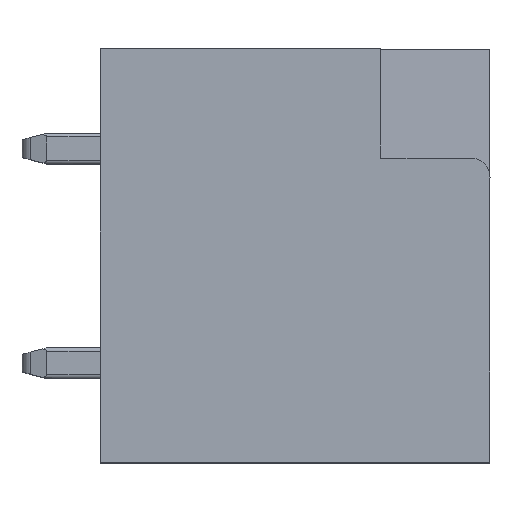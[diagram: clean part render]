
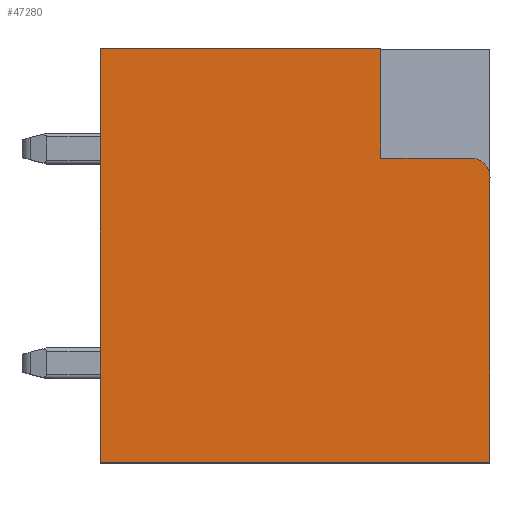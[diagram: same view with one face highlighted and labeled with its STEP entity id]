
A CAD part, top view. The second image highlights one B-rep face of the part: STEP entity #47280.
In plain terms, the highlighted planar face has unit normal (0, 0, 1).
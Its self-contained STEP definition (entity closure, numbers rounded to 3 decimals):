
#46060=CARTESIAN_POINT('',(-72.051,-6.367,
2.925));
#46070=VERTEX_POINT('',#46060);
#46100=CARTESIAN_POINT('',(-72.051,0.,
2.925));
#46110=DIRECTION('',(0.,1.,0.));
#46120=VECTOR('',#46110,1.);
#46130=LINE('',#46100,#46120);
#46140=CARTESIAN_POINT('',(-72.051,-16.967,
2.925));
#46150=VERTEX_POINT('',#46140);
#46160=EDGE_CURVE('',#46150,#46070,#46130,.T.);
#46730=CARTESIAN_POINT('',(-67.851,-16.417,
2.925));
#46740=DIRECTION('',(0.,0.,1.));
#46750=DIRECTION('',(0.,-1.,0.));
#46760=AXIS2_PLACEMENT_3D('',#46730,#46740,#46750);
#46770=PLANE('',#46760);
#46780=CARTESIAN_POINT('',(0.,-9.167,2.925));
#46790=DIRECTION('',(1.,0.,0.));
#46800=VECTOR('',#46790,1.);
#46810=LINE('',#46780,#46800);
#46820=CARTESIAN_POINT('',(-64.851,-9.167,
2.925));
#46830=VERTEX_POINT('',#46820);
#46840=CARTESIAN_POINT('',(-62.551,-9.167,
2.925));
#46850=VERTEX_POINT('',#46840);
#46860=EDGE_CURVE('',#46830,#46850,#46810,.T.);
#46870=ORIENTED_EDGE('',*,*,#46860,.F.);
#46880=CARTESIAN_POINT('',(-62.551,-9.667,
2.925));
#46890=DIRECTION('',(0.,0.,1.));
#46900=DIRECTION('',(1.,0.,0.));
#46910=AXIS2_PLACEMENT_3D('',#46880,#46890,#46900);
#46920=CIRCLE('',#46910,0.5);
#46930=CARTESIAN_POINT('',(-62.051,-9.667,
2.925));
#46940=VERTEX_POINT('',#46930);
#46950=EDGE_CURVE('',#46940,#46850,#46920,.T.);
#46960=ORIENTED_EDGE('',*,*,#46950,.T.);
#46970=CARTESIAN_POINT('',(-62.051,0.,
2.925));
#46980=DIRECTION('',(0.,1.,0.));
#46990=VECTOR('',#46980,1.);
#47000=LINE('',#46970,#46990);
#47010=CARTESIAN_POINT('',(-62.051,-16.967,
2.925));
#47020=VERTEX_POINT('',#47010);
#47030=EDGE_CURVE('',#47020,#46940,#47000,.T.);
#47040=ORIENTED_EDGE('',*,*,#47030,.T.);
#47050=CARTESIAN_POINT('',(0.2,-16.967,
2.925));
#47060=DIRECTION('',(1.,0.,0.));
#47070=VECTOR('',#47060,1.);
#47080=LINE('',#47050,#47070);
#47090=EDGE_CURVE('',#46150,#47020,#47080,.T.);
#47100=ORIENTED_EDGE('',*,*,#47090,.T.);
#47110=ORIENTED_EDGE('',*,*,#46160,.F.);
#47120=CARTESIAN_POINT('',(0.2,-6.367,
2.925));
#47130=DIRECTION('',(1.,0.,0.));
#47140=VECTOR('',#47130,1.);
#47150=LINE('',#47120,#47140);
#47160=CARTESIAN_POINT('',(-64.851,-6.367,
2.925));
#47170=VERTEX_POINT('',#47160);
#47180=EDGE_CURVE('',#46070,#47170,#47150,.T.);
#47190=ORIENTED_EDGE('',*,*,#47180,.F.);
#47200=CARTESIAN_POINT('',(-64.851,0.,2.925));
#47210=DIRECTION('',(0.,-1.,0.));
#47220=VECTOR('',#47210,1.);
#47230=LINE('',#47200,#47220);
#47240=EDGE_CURVE('',#47170,#46830,#47230,.T.);
#47250=ORIENTED_EDGE('',*,*,#47240,.F.);
#47260=EDGE_LOOP('',(#47250,#47190,#47110,#47100,#47040,#46960,#46870));
#47270=FACE_OUTER_BOUND('',#47260,.T.);
#47280=ADVANCED_FACE('',(#47270),#46770,.T.);
